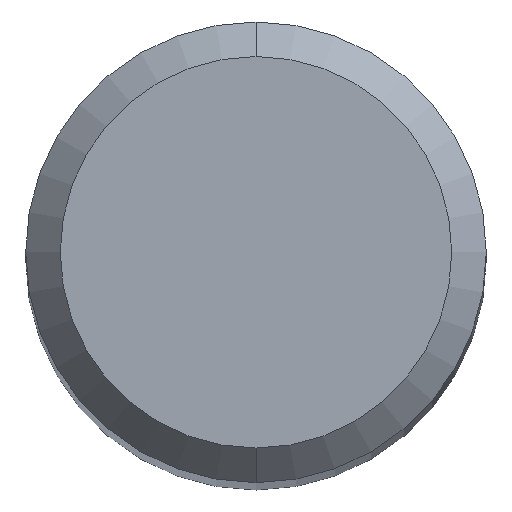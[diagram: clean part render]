
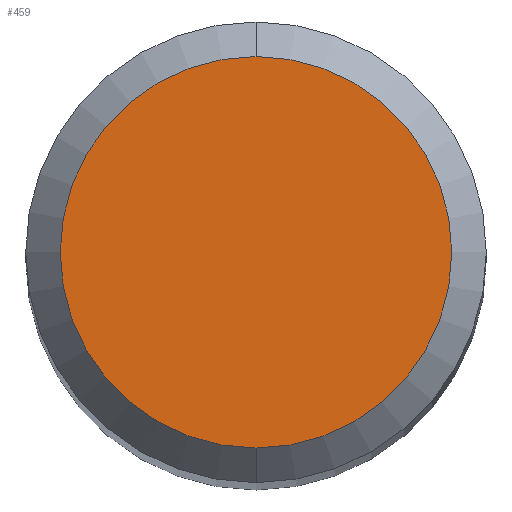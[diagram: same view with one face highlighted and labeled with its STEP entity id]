
A CAD part, top view. The second image highlights one B-rep face of the part: STEP entity #459.
In plain terms, the highlighted planar face has unit normal (0, 0, 1).
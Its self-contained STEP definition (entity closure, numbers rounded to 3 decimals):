
#211=VERTEX_POINT('',#522);
#327=EDGE_CURVE('',#211,#395,#647,.T.);
#383=EDGE_CURVE('',#395,#211,#707,.T.);
#395=VERTEX_POINT('',#720);
#459=ADVANCED_FACE('',(#794),#795,.T.);
#522=CARTESIAN_POINT('',(0.0,1.7,0.0));
#647=CIRCLE('',#1178,1.7);
#707=CIRCLE('',#1296,1.7);
#720=CARTESIAN_POINT('',(0.,-1.7,0.0));
#794=FACE_OUTER_BOUND('',#1436,.T.);
#795=PLANE('',#1437);
#1178=AXIS2_PLACEMENT_3D('',#1622,#1623,#1624);
#1296=AXIS2_PLACEMENT_3D('',#1680,#1681,#1682);
#1436=EDGE_LOOP('',(#1789,#1790));
#1437=AXIS2_PLACEMENT_3D('',#1791,#1792,#1793);
#1622=CARTESIAN_POINT('',(0.0,0.0,0.0));
#1623=DIRECTION('',(0.0,0.0,-1.0));
#1624=DIRECTION('',(0.0,1.0,0.0));
#1680=CARTESIAN_POINT('',(0.0,0.0,0.0));
#1681=DIRECTION('',(0.0,0.0,-1.0));
#1682=DIRECTION('',(0.0,1.0,0.0));
#1789=ORIENTED_EDGE('',*,*,#327,.F.);
#1790=ORIENTED_EDGE('',*,*,#383,.F.);
#1791=CARTESIAN_POINT('',(0.0,0.85,0.0));
#1792=DIRECTION('',(-0.0,0.0,1.0));
#1793=DIRECTION('',(0.0,-1.0,0.0));
